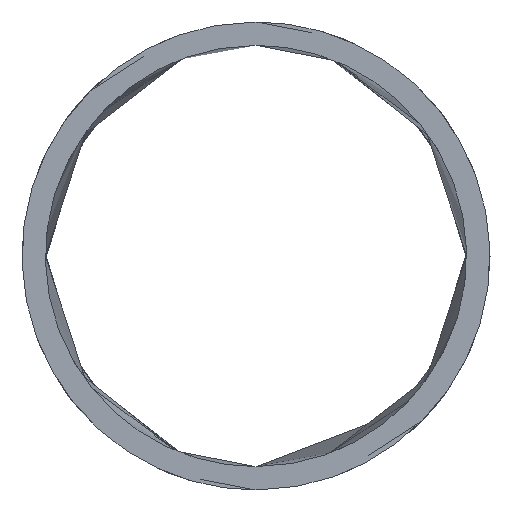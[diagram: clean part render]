
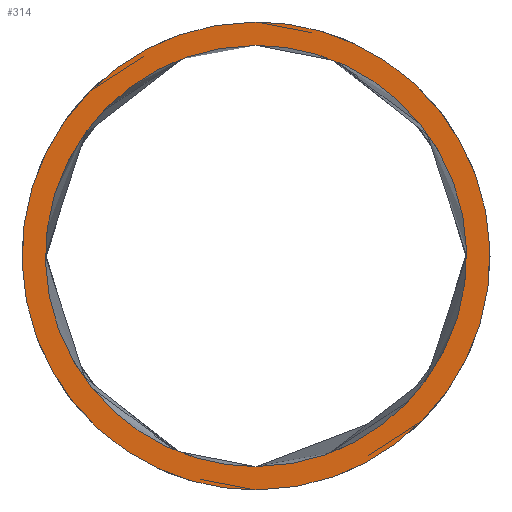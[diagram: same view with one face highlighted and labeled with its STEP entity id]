
A CAD part, front view. The second image highlights one B-rep face of the part: STEP entity #314.
In plain terms, the highlighted planar face has unit normal (0, -1, 0).
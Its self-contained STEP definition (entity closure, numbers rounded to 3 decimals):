
#71=CARTESIAN_POINT('Vertex',(-2760.,-469.978,965.)) ;
#90=CARTESIAN_POINT('Vertex',(-2760.,-469.978,995.)) ;
#94=CARTESIAN_POINT('Control Point',(-2760.,-469.978,965.)) ;
#95=CARTESIAN_POINT('Control Point',(-2745.,-469.978,965.)) ;
#96=CARTESIAN_POINT('Control Point',(-2737.5,-469.978,980.)) ;
#97=CARTESIAN_POINT('Control Point',(-2745.,-469.978,995.)) ;
#98=CARTESIAN_POINT('Control Point',(-2760.,-469.978,995.)) ;
#146=CARTESIAN_POINT('Control Point',(-2760.,-469.978,995.)) ;
#147=CARTESIAN_POINT('Control Point',(-2775.,-469.978,995.)) ;
#148=CARTESIAN_POINT('Control Point',(-2782.5,-469.978,980.)) ;
#149=CARTESIAN_POINT('Control Point',(-2775.,-469.978,965.)) ;
#150=CARTESIAN_POINT('Control Point',(-2760.,-469.978,965.)) ;
#191=CARTESIAN_POINT('Control Point',(-2760.,-469.978,993.5)) ;
#192=CARTESIAN_POINT('Control Point',(-2773.5,-469.978,993.5)) ;
#193=CARTESIAN_POINT('Control Point',(-2780.25,-469.978,980.)) ;
#194=CARTESIAN_POINT('Control Point',(-2773.5,-469.978,966.5)) ;
#195=CARTESIAN_POINT('Control Point',(-2760.,-469.978,966.5)) ;
#196=CARTESIAN_POINT('Vertex',(-2760.,-469.978,993.5)) ;
#198=CARTESIAN_POINT('Vertex',(-2760.,-469.978,966.5)) ;
#267=CARTESIAN_POINT('Control Point',(-2760.,-469.978,966.5)) ;
#268=CARTESIAN_POINT('Control Point',(-2746.5,-469.978,966.5)) ;
#269=CARTESIAN_POINT('Control Point',(-2739.75,-469.978,980.)) ;
#270=CARTESIAN_POINT('Control Point',(-2746.5,-469.978,993.5)) ;
#271=CARTESIAN_POINT('Control Point',(-2760.,-469.978,993.5)) ;
#301=CARTESIAN_POINT('Axis2P3D Location',(-2760.,-469.978,980.)) ;
#302=DIRECTION('Axis2P3D Direction',(0.,-1.,0.)) ;
#303=DIRECTION('Axis2P3D XDirection',(0.,0.,-1.)) ;
#304=AXIS2_PLACEMENT_3D('Plane Axis2P3D',#301,#302,#303) ;
#305=PLANE('',#304) ;
#313=FACE_BOUND('',#310,.T.) ;
#99=EDGE_CURVE('',#72,#91,#93,.T.) ;
#151=EDGE_CURVE('',#91,#72,#145,.T.) ;
#200=EDGE_CURVE('',#197,#199,#190,.T.) ;
#272=EDGE_CURVE('',#199,#197,#266,.T.) ;
#306=EDGE_LOOP('',(#307,#308)) ;
#310=EDGE_LOOP('',(#311,#312)) ;
#307=ORIENTED_EDGE('',*,*,#99,.T.) ;
#308=ORIENTED_EDGE('',*,*,#151,.T.) ;
#311=ORIENTED_EDGE('',*,*,#200,.F.) ;
#312=ORIENTED_EDGE('',*,*,#272,.F.) ;
#72=VERTEX_POINT('',#71) ;
#91=VERTEX_POINT('',#90) ;
#197=VERTEX_POINT('',#196) ;
#199=VERTEX_POINT('',#198) ;
#314=ADVANCED_FACE('Corps principal',(#309,#313),#305,.T.) ;
#309=FACE_OUTER_BOUND('',#306,.T.) ;
#93=(BOUNDED_CURVE()B_SPLINE_CURVE(4,(#94,#95,#96,#97,#98),.UNSPECIFIED.,.F.,.U.)B_SPLINE_CURVE_WITH_KNOTS((5,5),(0.,47.124),.UNSPECIFIED.)CURVE()GEOMETRIC_REPRESENTATION_ITEM()RATIONAL_B_SPLINE_CURVE((1.,0.707,0.667,0.707,1.))REPRESENTATION_ITEM('')) ;
#145=(BOUNDED_CURVE()B_SPLINE_CURVE(4,(#146,#147,#148,#149,#150),.UNSPECIFIED.,.F.,.U.)B_SPLINE_CURVE_WITH_KNOTS((5,5),(47.124,94.248),.UNSPECIFIED.)CURVE()GEOMETRIC_REPRESENTATION_ITEM()RATIONAL_B_SPLINE_CURVE((1.,0.707,0.667,0.707,1.))REPRESENTATION_ITEM('')) ;
#190=(BOUNDED_CURVE()B_SPLINE_CURVE(4,(#191,#192,#193,#194,#195),.UNSPECIFIED.,.F.,.U.)B_SPLINE_CURVE_WITH_KNOTS((5,5),(42.412,84.823),.UNSPECIFIED.)CURVE()GEOMETRIC_REPRESENTATION_ITEM()RATIONAL_B_SPLINE_CURVE((1.,0.707,0.667,0.707,1.))REPRESENTATION_ITEM('')) ;
#266=(BOUNDED_CURVE()B_SPLINE_CURVE(4,(#267,#268,#269,#270,#271),.UNSPECIFIED.,.F.,.U.)B_SPLINE_CURVE_WITH_KNOTS((5,5),(0.,42.412),.UNSPECIFIED.)CURVE()GEOMETRIC_REPRESENTATION_ITEM()RATIONAL_B_SPLINE_CURVE((1.,0.707,0.667,0.707,1.))REPRESENTATION_ITEM('')) ;
